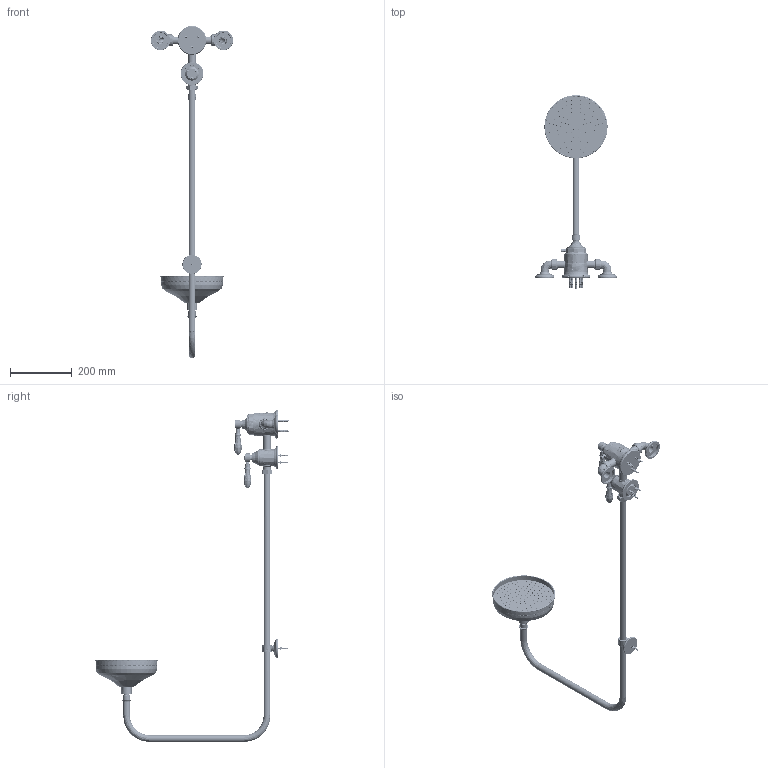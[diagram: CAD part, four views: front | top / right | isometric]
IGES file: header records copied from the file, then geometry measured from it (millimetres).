
Global section: file name: V2K7A-GB GC; native system: Autodesk Inventor 2018; preprocessor: unknown; author: aduggalther; date: 20180305.121256; units: millimetre
Bounding box: 265.98 x 627.09 x 1073.31 mm (x, y, z)
Volume: 2271250.9 mm3; surface area: 650905.2 mm2
Topology: 117 solids, 121 shells, 5433 faces, 14979 edges, 10121 vertices
Faces by surface type: bspline 5433
